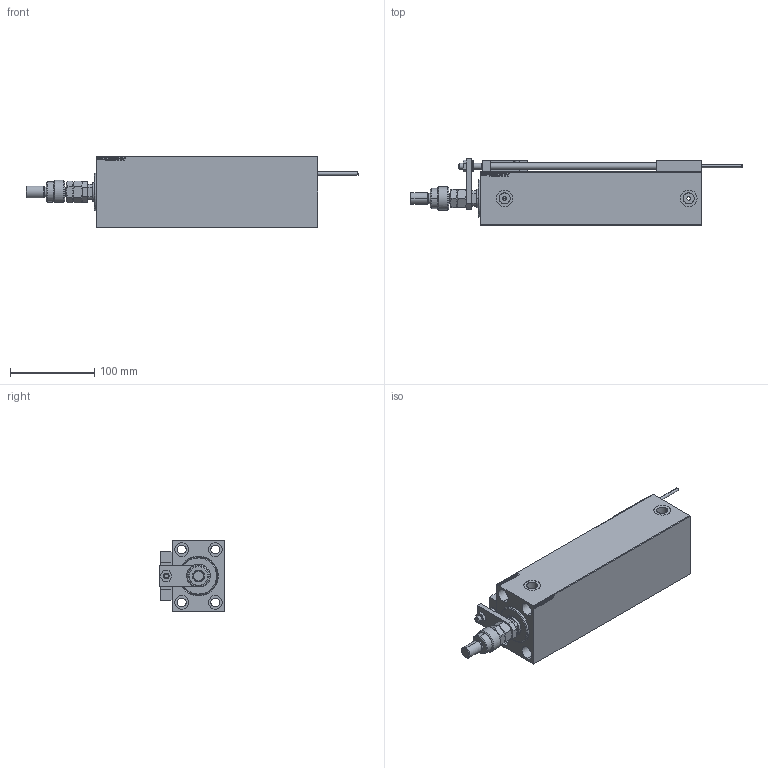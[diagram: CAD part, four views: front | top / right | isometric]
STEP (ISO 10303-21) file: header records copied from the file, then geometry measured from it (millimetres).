
FILE_DESCRIPTION (( 'STEP AP203' ), '1' );
FILE_NAME ('21ab.STEP', '2022-04-17T08:35:16', ( '' ), ( '' ), 'SwSTEP 2.0', 'SolidWorks 2019', '' );
FILE_SCHEMA (( 'CONFIG_CONTROL_DESIGN' ));
Length unit declared in the file: millimetre
Products named in the file (18): 21ab; V450CM_VC_B 465369dd023d815936c51f6c63276d8c; MAGNET 465369dd023d815936c51f6c63276d8c; ALLEN BOLT D8 465369dd023d815936c51f6c63276d8c; NUT_D12 465369dd023d815936c51f6c63276d8c; FEMALE_PART_FOR_DFA 465369dd023d815936c51f6c63276d8c; SWITCH DIM B,W 465369dd023d815936c51f6c63276d8c; Block 465369dd023d815936c51f6c63276d8c; V450CM_C_Body 465369dd023d815936c51f6c63276d8c; V450CM_C_VCP 465369dd023d815936c51f6c63276d8c; MFA 465369dd023d815936c51f6c63276d8c; TYC_L79 465369dd023d815936c51f6c63276d8c; SWITCH_X_FRONT_BACK 465369dd023d815936c51f6c63276d8c; ZARAZKA 465369dd023d815936c51f6c63276d8c; X_Y_DFA 465369dd023d815936c51f6c63276d8c; ALLEN BOLT D5 465369dd023d815936c51f6c63276d8c; SWITCH X 465369dd023d815936c51f6c63276d8c; KONCOVKA 465369dd023d815936c51f6c63276d8c
Assembly tree (27 placements, depth 3):
  21ab
    V450CM_C_Body 465369dd023d815936c51f6c63276d8c
    SWITCH X 465369dd023d815936c51f6c63276d8c
      SWITCH_X_FRONT_BACK 465369dd023d815936c51f6c63276d8c  x2
      TYC_L79 465369dd023d815936c51f6c63276d8c
      Block 465369dd023d815936c51f6c63276d8c  x2
      ALLEN BOLT D5 465369dd023d815936c51f6c63276d8c  x4
      ALLEN BOLT D8 465369dd023d815936c51f6c63276d8c  x4
      MAGNET 465369dd023d815936c51f6c63276d8c  x2
      KONCOVKA 465369dd023d815936c51f6c63276d8c  x2
    NUT_D12 465369dd023d815936c51f6c63276d8c
    SWITCH DIM B,W 465369dd023d815936c51f6c63276d8c
    ZARAZKA 465369dd023d815936c51f6c63276d8c
    V450CM_C_VCP 465369dd023d815936c51f6c63276d8c
    V450CM_VC_B 465369dd023d815936c51f6c63276d8c
    X_Y_DFA 465369dd023d815936c51f6c63276d8c
      FEMALE_PART_FOR_DFA 465369dd023d815936c51f6c63276d8c
      MFA 465369dd023d815936c51f6c63276d8c
Bounding box: 395 x 78.5 x 85 mm (x, y, z)
Volume: 1372897.7 mm3; surface area: 186648.4 mm2
Topology: 25 solids, 25 shells, 1381 faces, 3282 edges, 2087 vertices
Faces by surface type: plane 592, bspline 380, cylinder 211, cone 146, torus 48, sphere 4
Entity records: 53504 total; most frequent: CARTESIAN_POINT 26805, ORIENTED_EDGE 5584, DIRECTION 3914, EDGE_CURVE 2792, VERTEX_POINT 1811, VECTOR 1554, LINE 1554, EDGE_LOOP 1301
